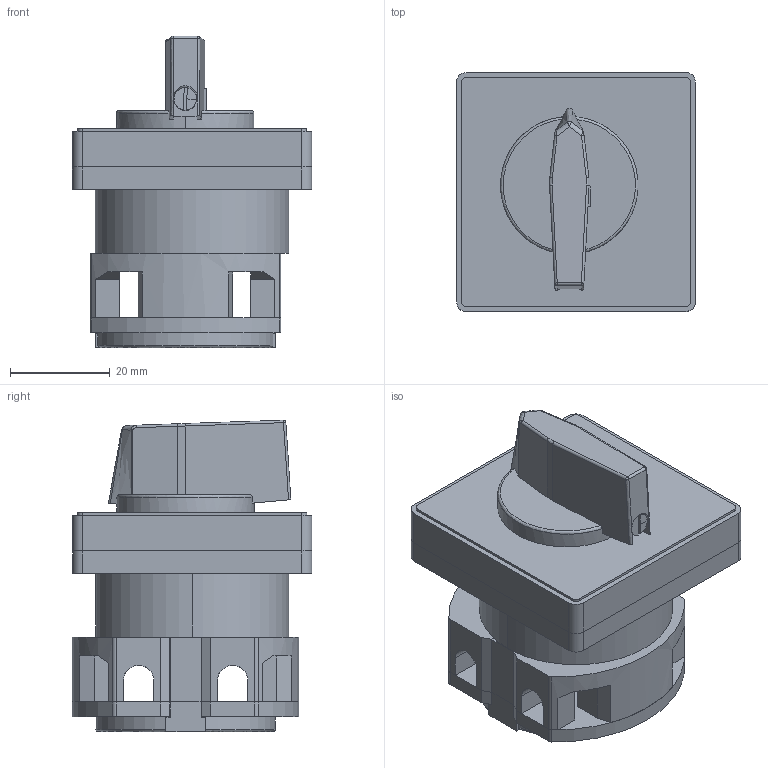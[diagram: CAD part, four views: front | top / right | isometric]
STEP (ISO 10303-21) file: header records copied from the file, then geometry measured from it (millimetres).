
FILE_DESCRIPTION(('TFLEX Exchange Step'),'2;1');
FILE_NAME('4G25-55-U K1 1 ряд.stp', '2024-12-24T13:15:05+03:00',('nikolaeva'),('Unknown organisation'),'TFLEX Exchange 2019.0','T-FLEX CAD','Unknown authorisation');
FILE_SCHEMA( ('AUTOMOTIVE_DESIGN { 1 0 10303 214 1 1 1 1 }') );
Length unit declared in the file: millimetre
Products named in the file (1): BUFFER:0000004D97DFC4C0 
Bounding box: 48 x 48.07 x 62.55 mm (x, y, z)
Volume: 64773.6 mm3; surface area: 37262.2 mm2
Topology: 12 solids, 12 shells, 378 faces, 991 edges, 646 vertices
Faces by surface type: plane 219, cylinder 95, bspline 54, torus 8, sphere 2
Entity records: 22653 total; most frequent: CARTESIAN_POINT 15416, ORIENTED_EDGE 1980, B_SPLINE_CURVE_WITH_KNOTS 990, EDGE_CURVE 990, DIRECTION 650, VERTEX_POINT 646, EDGE_LOOP 420, FACE_BOUND 420
